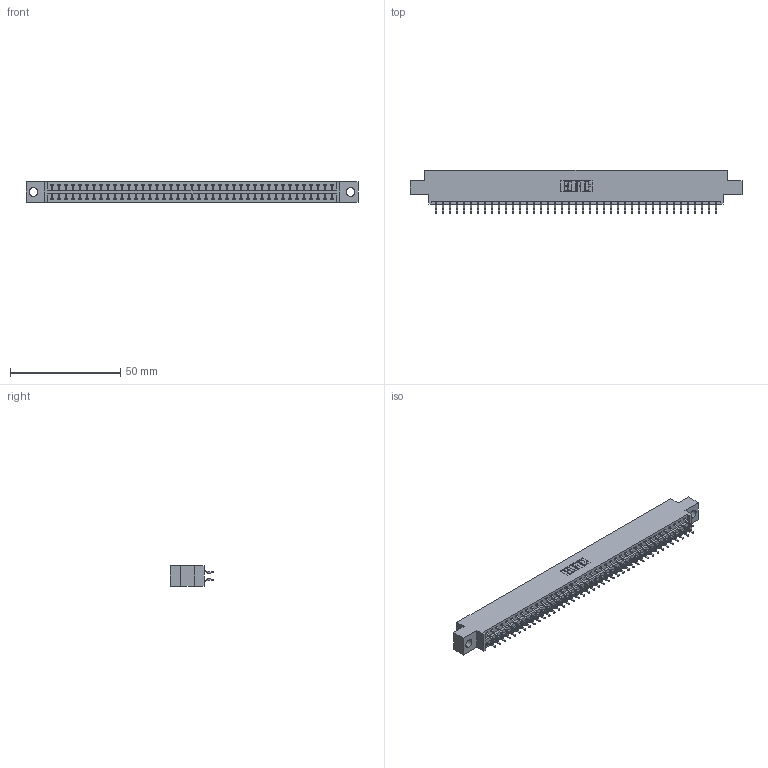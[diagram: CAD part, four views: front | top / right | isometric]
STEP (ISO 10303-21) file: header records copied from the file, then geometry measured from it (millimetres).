
FILE_DESCRIPTION (( 'STEP AP203' ), '1' );
FILE_NAME ('346-082-556-804.STEP', '2018-08-29T10:01:44', ( '' ), ( '' ), 'SwSTEP 2.0', 'SolidWorks 2016', '' );
FILE_SCHEMA (( 'CONFIG_CONTROL_DESIGN' ));
Length unit declared in the file: inch
Products named in the file (3): 346 Part_0.170 Offset - 0.156 Dia-TH; 345-292-001_556 Tail; 346-082-556-804
Assembly tree (83 placements, depth 2):
  346-082-556-804
    346 Part_0.170 Offset - 0.156 Dia-TH
    345-292-001_556 Tail  x82
Bounding box: 150.75 x 19.57 x 9.4 mm (x, y, z)
Volume: 14446.4 mm3; surface area: 19758.7 mm2
Topology: 83 solids, 83 shells, 4882 faces, 14527 edges, 9574 vertices
Faces by surface type: plane 3278, cylinder 1604
Entity records: 27247 total; most frequent: CARTESIAN_POINT 4508, ORIENTED_EDGE 4430, DIRECTION 4011, EDGE_CURVE 2215, LINE 1911, VECTOR 1911, VERTEX_POINT 1474, AXIS2_PLACEMENT_3D 1050
